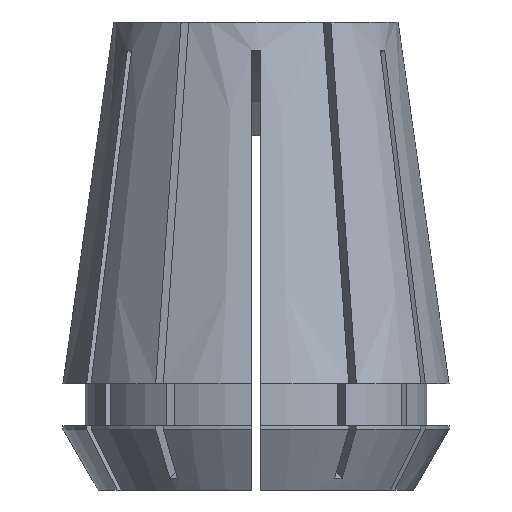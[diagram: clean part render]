
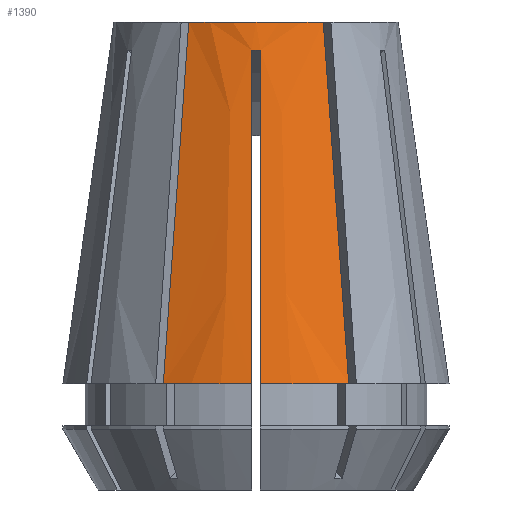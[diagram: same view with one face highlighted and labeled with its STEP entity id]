
A CAD part, front view. The second image highlights one B-rep face of the part: STEP entity #1390.
In plain terms, the highlighted conical face has half-angle 8 degrees and reference radius 16.5 mm.
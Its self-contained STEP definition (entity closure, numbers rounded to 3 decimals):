
#1 = CARTESIAN_POINT ( 'NONE',  ( 0.375, -12.49, -2.403 ) ) ;
#31 = EDGE_CURVE ( 'NONE', #3503, #1110, #2659, .T. ) ;
#49 = EDGE_CURVE ( 'NONE', #3574, #2832, #1134, .T. ) ;
#91 = ORIENTED_EDGE ( 'NONE', *, *, #1062, .F. ) ;
#104 = CARTESIAN_POINT ( 'NONE',  ( -7.237, -13.285, -21.136 ) ) ;
#128 = CARTESIAN_POINT ( 'NONE',  ( -0.375, -15.161, -21.401 ) ) ;
#164 = EDGE_CURVE ( 'NONE', #1839, #2976, #2270, .T. ) ;
#218 = CARTESIAN_POINT ( 'NONE',  ( 5.751, -10.711, 0. ) ) ;
#392 = DIRECTION ( 'NONE',  ( 1., 0., 0. ) ) ;
#406 = CARTESIAN_POINT ( 'NONE',  ( 7.923, -14.474, -30.9 ) ) ;
#418 = CARTESIAN_POINT ( 'NONE',  ( -7.695, -14.077, -27.645 ) ) ;
#443 = CARTESIAN_POINT ( 'NONE',  ( -7.923, -14.474, -30.9 ) ) ;
#461 = DIRECTION ( 'NONE',  ( 0., 0., 1. ) ) ;
#475 = CARTESIAN_POINT ( 'NONE',  ( 0., 0., 0. ) ) ;
#521 = ORIENTED_EDGE ( 'NONE', *, *, #49, .F. ) ;
#638 = CARTESIAN_POINT ( 'NONE',  ( 0.375, -16.496, -30.9 ) ) ;
#673 = ORIENTED_EDGE ( 'NONE', *, *, #31, .T. ) ;
#685 = CARTESIAN_POINT ( 'NONE',  ( 7.695, -14.077, -27.645 ) ) ;
#720 = CARTESIAN_POINT ( 'NONE',  ( -5.751, -10.711, 0. ) ) ;
#774 = ORIENTED_EDGE ( 'NONE', *, *, #3897, .T. ) ;
#852 = CARTESIAN_POINT ( 'NONE',  ( -0.375, -16.496, -30.9 ) ) ;
#921 = CARTESIAN_POINT ( 'NONE',  ( -0.125, -12.497, -2.399 ) ) ;
#938 = AXIS2_PLACEMENT_3D ( 'NONE', #2470, #3398, #3149 ) ;
#1016 = CARTESIAN_POINT ( 'NONE',  ( -6.246, -11.569, -7.045 ) ) ;
#1032 = CARTESIAN_POINT ( 'NONE',  ( -0.375, -12.49, -2.403 ) ) ;
#1041 = AXIS2_PLACEMENT_3D ( 'NONE', #3665, #1823, #3972 ) ;
#1046 = CARTESIAN_POINT ( 'NONE',  ( -0.375, -16.496, -30.9 ) ) ;
#1062 = EDGE_CURVE ( 'NONE', #2976, #2418, #2634, .T. ) ;
#1110 = VERTEX_POINT ( 'NONE', #1032 ) ;
#1134 = B_SPLINE_CURVE_WITH_KNOTS ( 'NONE', 3,
 ( #3228, #3548, #3251, #3172 ),
 .UNSPECIFIED., .F., .F.,
 ( 4, 4 ),
 ( 0.024, 0.052 ),
 .UNSPECIFIED. ) ;
#1201 = CARTESIAN_POINT ( 'NONE',  ( -0.375, -12.49, -2.403 ) ) ;
#1227 = CIRCLE ( 'NONE', #1041, 16.5 ) ;
#1390 = ADVANCED_FACE ( 'NONE', ( #2015 ), #1735, .T. ) ;
#1735 = CONICAL_SURFACE ( 'NONE', #3357, 16.5, 0.14 ) ;
#1756 = EDGE_CURVE ( 'NONE', #3574, #2418, #2599, .T. ) ;
#1823 = DIRECTION ( 'NONE',  ( 0., 0., 1. ) ) ;
#1835 = CARTESIAN_POINT ( 'NONE',  ( 0.125, -12.497, -2.399 ) ) ;
#1839 = VERTEX_POINT ( 'NONE', #3338 ) ;
#1933 = CARTESIAN_POINT ( 'NONE',  ( -6.742, -12.427, -14.091 ) ) ;
#1962 = B_SPLINE_CURVE_WITH_KNOTS ( 'NONE', 3,
 ( #1201, #921, #1835, #1 ),
 .UNSPECIFIED., .F., .F.,
 ( 4, 4 ),
 ( 0., 0.001 ),
 .UNSPECIFIED. ) ;
#2015 = FACE_OUTER_BOUND ( 'NONE', #2438, .T. ) ;
#2095 = CARTESIAN_POINT ( 'NONE',  ( 7.923, -14.474, -30.9 ) ) ;
#2096 = ORIENTED_EDGE ( 'NONE', *, *, #164, .F. ) ;
#2154 = CARTESIAN_POINT ( 'NONE',  ( 0.375, -12.49, -2.403 ) ) ;
#2241 = CARTESIAN_POINT ( 'NONE',  ( -7.466, -13.681, -24.391 ) ) ;
#2270 = CIRCLE ( 'NONE', #2852, 12.158 ) ;
#2293 = ORIENTED_EDGE ( 'NONE', *, *, #3727, .T. ) ;
#2418 = VERTEX_POINT ( 'NONE', #2095 ) ;
#2438 = EDGE_LOOP ( 'NONE', ( #91, #2096, #2293, #3350, #673, #774, #521, #3163 ) ) ;
#2470 = CARTESIAN_POINT ( 'NONE',  ( 0., 0., -30.9 ) ) ;
#2507 = CARTESIAN_POINT ( 'NONE',  ( 7.237, -13.285, -21.136 ) ) ;
#2556 = CARTESIAN_POINT ( 'NONE',  ( -7.923, -14.474, -30.9 ) ) ;
#2599 = CIRCLE ( 'NONE', #938, 16.5 ) ;
#2634 = B_SPLINE_CURVE_WITH_KNOTS ( 'NONE', 3,
 ( #2850, #3492, #2822, #2507, #3795, #685, #406 ),
 .UNSPECIFIED., .F., .F.,
 ( 4, 3, 4 ),
 ( 0., 0.021, 0.031 ),
 .UNSPECIFIED. ) ;
#2659 = B_SPLINE_CURVE_WITH_KNOTS ( 'NONE', 3,
 ( #1046, #128, #3802, #3499 ),
 .UNSPECIFIED., .F., .F.,
 ( 4, 4 ),
 ( 0.024, 0.052 ),
 .UNSPECIFIED. ) ;
#2679 = CARTESIAN_POINT ( 'NONE',  ( 0., 0., -30.9 ) ) ;
#2722 = DIRECTION ( 'NONE',  ( 0., 0., -1. ) ) ;
#2822 = CARTESIAN_POINT ( 'NONE',  ( 6.742, -12.427, -14.091 ) ) ;
#2832 = VERTEX_POINT ( 'NONE', #2154 ) ;
#2850 = CARTESIAN_POINT ( 'NONE',  ( 5.751, -10.711, 0. ) ) ;
#2852 = AXIS2_PLACEMENT_3D ( 'NONE', #475, #461, #392 ) ;
#2876 = B_SPLINE_CURVE_WITH_KNOTS ( 'NONE', 3,
 ( #720, #1016, #1933, #104, #2241, #418, #2556 ),
 .UNSPECIFIED., .F., .F.,
 ( 4, 3, 4 ),
 ( 0., 0.021, 0.031 ),
 .UNSPECIFIED. ) ;
#2976 = VERTEX_POINT ( 'NONE', #218 ) ;
#3033 = DIRECTION ( 'NONE',  ( -1., 0., 0. ) ) ;
#3149 = DIRECTION ( 'NONE',  ( 1., 0., 0. ) ) ;
#3163 = ORIENTED_EDGE ( 'NONE', *, *, #1756, .T. ) ;
#3172 = CARTESIAN_POINT ( 'NONE',  ( 0.375, -12.49, -2.403 ) ) ;
#3228 = CARTESIAN_POINT ( 'NONE',  ( 0.375, -16.496, -30.9 ) ) ;
#3251 = CARTESIAN_POINT ( 'NONE',  ( 0.375, -13.825, -11.902 ) ) ;
#3284 = VERTEX_POINT ( 'NONE', #443 ) ;
#3338 = CARTESIAN_POINT ( 'NONE',  ( -5.751, -10.711, 0. ) ) ;
#3350 = ORIENTED_EDGE ( 'NONE', *, *, #3886, .T. ) ;
#3357 = AXIS2_PLACEMENT_3D ( 'NONE', #2679, #2722, #3033 ) ;
#3398 = DIRECTION ( 'NONE',  ( 0., 0., 1. ) ) ;
#3492 = CARTESIAN_POINT ( 'NONE',  ( 6.246, -11.569, -7.045 ) ) ;
#3499 = CARTESIAN_POINT ( 'NONE',  ( -0.375, -12.49, -2.403 ) ) ;
#3503 = VERTEX_POINT ( 'NONE', #852 ) ;
#3548 = CARTESIAN_POINT ( 'NONE',  ( 0.375, -15.161, -21.401 ) ) ;
#3574 = VERTEX_POINT ( 'NONE', #638 ) ;
#3665 = CARTESIAN_POINT ( 'NONE',  ( 0., 0., -30.9 ) ) ;
#3727 = EDGE_CURVE ( 'NONE', #1839, #3284, #2876, .T. ) ;
#3795 = CARTESIAN_POINT ( 'NONE',  ( 7.466, -13.681, -24.391 ) ) ;
#3802 = CARTESIAN_POINT ( 'NONE',  ( -0.375, -13.825, -11.902 ) ) ;
#3886 = EDGE_CURVE ( 'NONE', #3284, #3503, #1227, .T. ) ;
#3897 = EDGE_CURVE ( 'NONE', #1110, #2832, #1962, .T. ) ;
#3972 = DIRECTION ( 'NONE',  ( 1., 0., 0. ) ) ;
